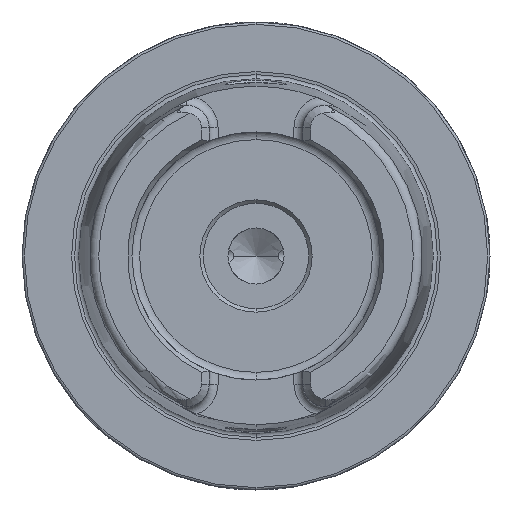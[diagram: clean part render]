
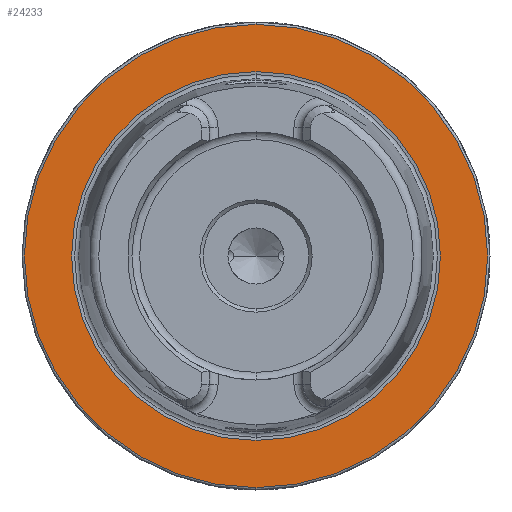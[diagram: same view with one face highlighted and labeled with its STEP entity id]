
A CAD part, left-side view. The second image highlights one B-rep face of the part: STEP entity #24233.
In plain terms, the highlighted planar face has unit normal (-1, 0, 0).
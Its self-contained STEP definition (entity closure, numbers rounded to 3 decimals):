
#1252 = DIRECTION ( 'NONE',  ( 0., 0., 1. ) ) ;
#1421 = AXIS2_PLACEMENT_3D ( 'NONE', #22718, #18187, #8336 ) ;
#1793 = CIRCLE ( 'NONE', #13735, 49.5 ) ;
#1810 = CARTESIAN_POINT ( 'NONE',  ( 0., 0., -49.5 ) ) ;
#1995 = EDGE_LOOP ( 'NONE', ( #23317, #10372 ) ) ;
#2054 = ORIENTED_EDGE ( 'NONE', *, *, #21970, .F. ) ;
#2696 = AXIS2_PLACEMENT_3D ( 'NONE', #3271, #11398, #1252 ) ;
#2991 = AXIS2_PLACEMENT_3D ( 'NONE', #17196, #23723, #21459 ) ;
#3271 = CARTESIAN_POINT ( 'NONE',  ( 0., 0., 0. ) ) ;
#5244 = CIRCLE ( 'NONE', #2696, 39.405 ) ;
#5276 = CIRCLE ( 'NONE', #1421, 49.5 ) ;
#6713 = PLANE ( 'NONE',  #15061 ) ;
#6909 = CARTESIAN_POINT ( 'NONE',  ( 0., 0., 49.5 ) ) ;
#7645 = DIRECTION ( 'NONE',  ( 0., 0., 1. ) ) ;
#7661 = EDGE_LOOP ( 'NONE', ( #21874, #2054 ) ) ;
#8336 = DIRECTION ( 'NONE',  ( 0., 0., 1. ) ) ;
#8642 = EDGE_CURVE ( 'NONE', #11880, #19296, #1793, .T. ) ;
#8866 = VERTEX_POINT ( 'NONE', #17604 ) ;
#10372 = ORIENTED_EDGE ( 'NONE', *, *, #8642, .T. ) ;
#11375 = CARTESIAN_POINT ( 'NONE',  ( 0., 0., 0. ) ) ;
#11398 = DIRECTION ( 'NONE',  ( -1., 0., 0. ) ) ;
#11880 = VERTEX_POINT ( 'NONE', #1810 ) ;
#12702 = CARTESIAN_POINT ( 'NONE',  ( 0., 0., 39.405 ) ) ;
#12829 = DIRECTION ( 'NONE',  ( 1., 0., 0. ) ) ;
#13735 = AXIS2_PLACEMENT_3D ( 'NONE', #11375, #14305, #7645 ) ;
#14305 = DIRECTION ( 'NONE',  ( -1., 0., 0. ) ) ;
#14831 = CARTESIAN_POINT ( 'NONE',  ( 0., 49.5, 0. ) ) ;
#14958 = EDGE_CURVE ( 'NONE', #24038, #8866, #20648, .T. ) ;
#15061 = AXIS2_PLACEMENT_3D ( 'NONE', #14831, #12829, #20965 ) ;
#17196 = CARTESIAN_POINT ( 'NONE',  ( 0., 0., 0. ) ) ;
#17366 = FACE_BOUND ( 'NONE', #7661, .T. ) ;
#17604 = CARTESIAN_POINT ( 'NONE',  ( 0., 0., -39.405 ) ) ;
#18187 = DIRECTION ( 'NONE',  ( -1., 0., 0. ) ) ;
#19296 = VERTEX_POINT ( 'NONE', #6909 ) ;
#20648 = CIRCLE ( 'NONE', #2991, 39.405 ) ;
#20965 = DIRECTION ( 'NONE',  ( 0., 0., -1. ) ) ;
#21459 = DIRECTION ( 'NONE',  ( 0., 0., 1. ) ) ;
#21874 = ORIENTED_EDGE ( 'NONE', *, *, #14958, .F. ) ;
#21970 = EDGE_CURVE ( 'NONE', #8866, #24038, #5244, .T. ) ;
#22094 = EDGE_CURVE ( 'NONE', #19296, #11880, #5276, .T. ) ;
#22718 = CARTESIAN_POINT ( 'NONE',  ( 0., 0., 0. ) ) ;
#23317 = ORIENTED_EDGE ( 'NONE', *, *, #22094, .T. ) ;
#23723 = DIRECTION ( 'NONE',  ( -1., 0., 0. ) ) ;
#24038 = VERTEX_POINT ( 'NONE', #12702 ) ;
#24233 = ADVANCED_FACE ( 'NONE', ( #17366, #24985 ), #6713, .F. ) ;
#24985 = FACE_OUTER_BOUND ( 'NONE', #1995, .T. ) ;
